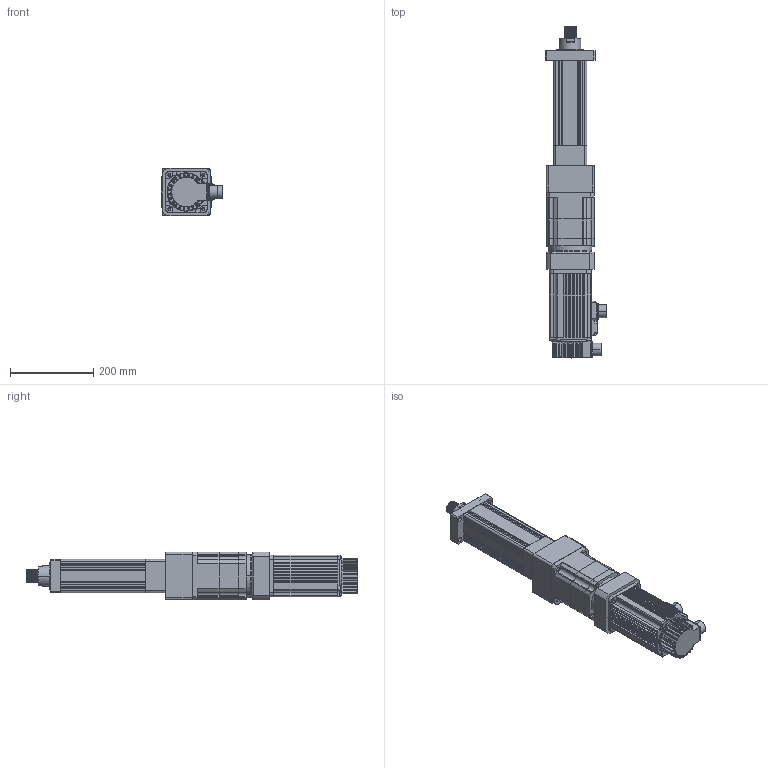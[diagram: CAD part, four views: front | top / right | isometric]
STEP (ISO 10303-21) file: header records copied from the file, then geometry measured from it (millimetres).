
FILE_DESCRIPTION (( 'STEP AP203' ), '1' );
FILE_NAME ('RLA80-10QF-25KN-L80-33mm-s.STEP', '2025-01-09T03:31:39', ( '微软用户' ), ( '微软中国' ), 'SwSTEP 2.0', 'SolidWorks 2022', '' );
FILE_SCHEMA (( 'CONFIG_CONTROL_DESIGN' ));
Length unit declared in the file: millimetre
Products named in the file (4): 1KW-3000带刹车; PGH115-L2-22-95-115-M8-A32; RLA80-10QF-25KN-L80-33mm-s; 80缸行程80直连前法兰安装
Assembly tree (3 placements, depth 2):
  RLA80-10QF-25KN-L80-33mm-s
    80缸行程80直连前法兰安装
    PGH115-L2-22-95-115-M8-A32
    1KW-3000带刹车
Bounding box: 147.5 x 799 x 115 mm (x, y, z)
Volume: 4023057.5 mm3; surface area: 782785.3 mm2
Topology: 22 solids, 44 shells, 2034 faces, 5424 edges, 3333 vertices
Faces by surface type: bspline 1225, cylinder 376, plane 323, cone 74, torus 36
Entity records: 80048 total; most frequent: CARTESIAN_POINT 41876, ORIENTED_EDGE 10146, EDGE_CURVE 5315, DIRECTION 4453, VERTEX_POINT 3341, EDGE_LOOP 2266, B_SPLINE_CURVE_WITH_KNOTS 2052, FACE_OUTER_BOUND 2036
